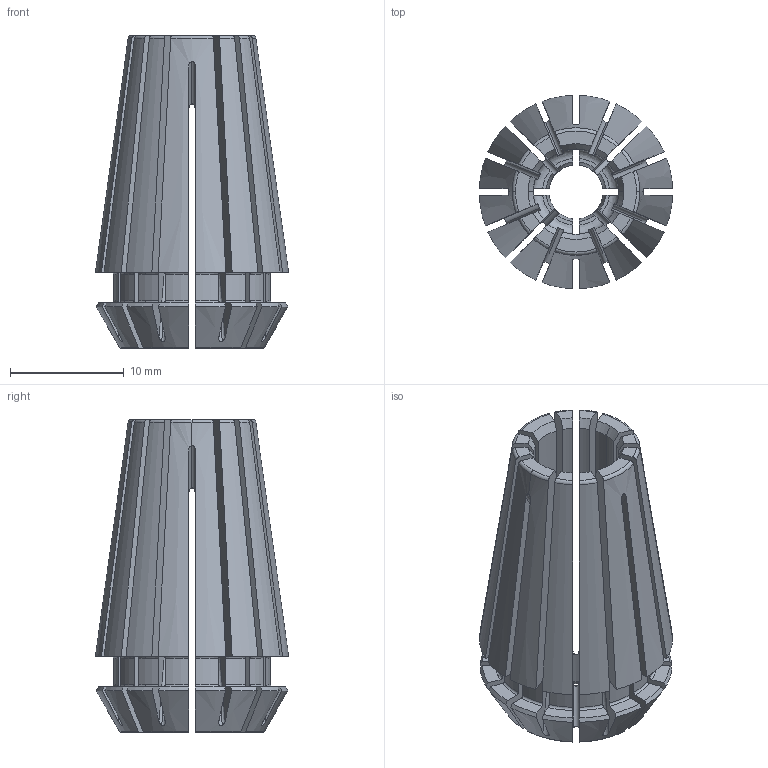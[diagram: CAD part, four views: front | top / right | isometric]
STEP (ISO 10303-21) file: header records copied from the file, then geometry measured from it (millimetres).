
FILE_DESCRIPTION(('HOOPS Exchange Step'),'2;1');
FILE_NAME('export-2FF8DE77-18A1-4AF0-8434-2F3FC0FDE2B2.stp','2023-01-28T11:49:46+01:00',('Engineering'),('Alibre'),'HOOPS Exchange 2021.0','Alibre','Unknown authorisation');
FILE_SCHEMA( ('AP242_MANAGED_MODEL_BASED_3D_ENGINEERING_MIM_LF {1 0 10303 442 1 1 4 }') );
Length unit declared in the file: millimetre
Products named in the file (1): 6232 Single MR 16 Collet 3-16inch (4.763mm) micRun Swiss Quality
Bounding box: 16.99 x 16.99 x 27.5 mm (x, y, z)
Volume: 2771.9 mm3; surface area: 4537.4 mm2
Topology: 1 solids, 1 shells, 296 faces, 880 edges, 584 vertices
Faces by surface type: plane 96, torus 74, cylinder 66, cone 60
Entity records: 10537 total; most frequent: CARTESIAN_POINT 2978, ORIENTED_EDGE 1760, DIRECTION 1398, EDGE_CURVE 880, VERTEX_POINT 584, AXIS2_PLACEMENT_3D 564, B_SPLINE_CURVE_WITH_KNOTS 344, EDGE_LOOP 296
